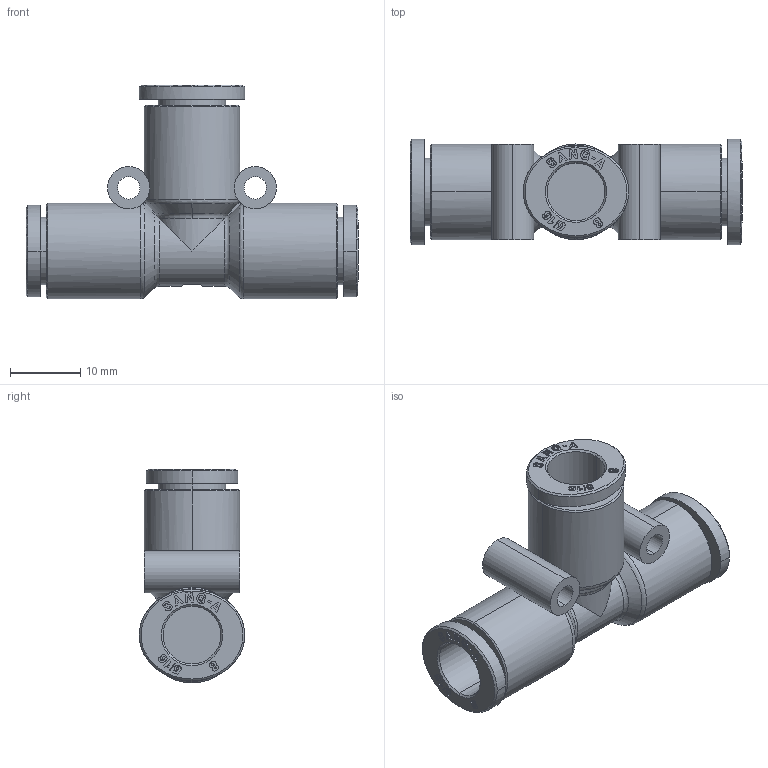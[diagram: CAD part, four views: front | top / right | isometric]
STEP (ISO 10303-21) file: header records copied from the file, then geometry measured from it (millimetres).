
FILE_DESCRIPTION (( 'STEP AP214' ), '1' );
FILE_NAME ('PUT08.stp', '2015-09-04T09:06:00', ( '' ), ( '' ), 'SwSTEP 2.0', 'SolidWorks 2015', '' );
FILE_SCHEMA (( 'AUTOMOTIVE_DESIGN' ));
Length unit declared in the file: millimetre
Products named in the file (2): ｦ+ﾃｦ2; PUT08
Assembly tree (1 placements, depth 2):
  PUT08
    ｦ+ﾃｦ2
Bounding box: 47.2 x 15 x 30.4 mm (x, y, z)
Volume: 6266.3 mm3; surface area: 5618 mm2
Topology: 1 solids, 1 shells, 1201 faces, 3401 edges, 2259 vertices
Faces by surface type: plane 1022, bspline 96, cylinder 52, cone 24, torus 7
Entity records: 41695 total; most frequent: CARTESIAN_POINT 10778, ORIENTED_EDGE 6802, DIRECTION 5487, EDGE_CURVE 3401, LINE 2977, VECTOR 2977, VERTEX_POINT 2259, EDGE_LOOP 1262
